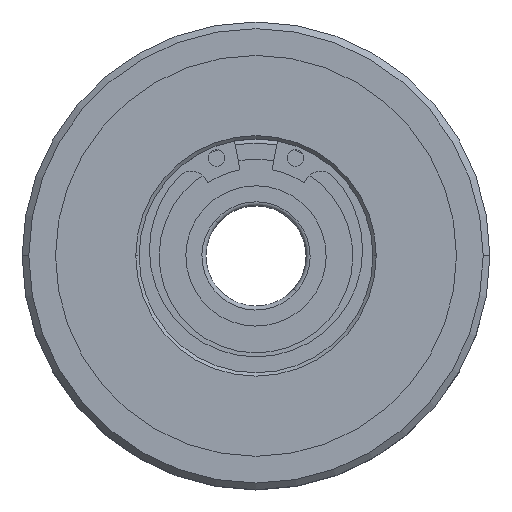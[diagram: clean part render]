
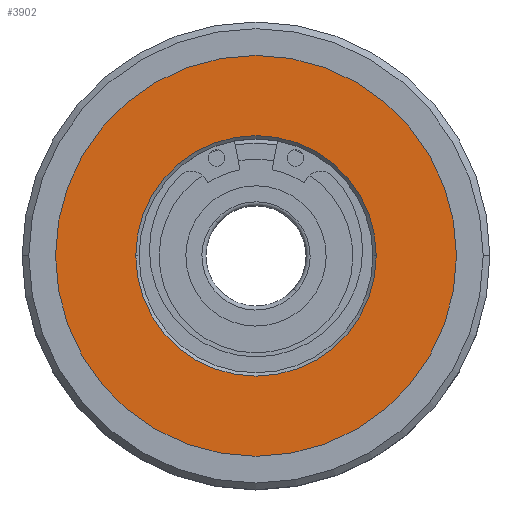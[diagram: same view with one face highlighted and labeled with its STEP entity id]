
A CAD part, top view. The second image highlights one B-rep face of the part: STEP entity #3902.
In plain terms, the highlighted planar face has unit normal (0, 0, 1).
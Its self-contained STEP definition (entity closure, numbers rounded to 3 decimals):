
#66 = DIRECTION ( 'NONE',  ( 0., 0., -1. ) ) ;
#85 = CARTESIAN_POINT ( 'NONE',  ( 0., 0., 25. ) ) ;
#112 = EDGE_CURVE ( 'NONE', #306, #2959, #1590, .T. ) ;
#175 = EDGE_CURVE ( 'NONE', #1918, #4011, #2283, .T. ) ;
#193 = DIRECTION ( 'NONE',  ( 0., 0., -1. ) ) ;
#306 = VERTEX_POINT ( 'NONE', #2602 ) ;
#361 = CARTESIAN_POINT ( 'NONE',  ( 0., 0., 25. ) ) ;
#414 = CARTESIAN_POINT ( 'NONE',  ( -18., 0., 25. ) ) ;
#806 = CIRCLE ( 'NONE', #3252, 18. ) ;
#808 = CARTESIAN_POINT ( 'NONE',  ( 0., 0., 25. ) ) ;
#987 = AXIS2_PLACEMENT_3D ( 'NONE', #361, #66, #3661 ) ;
#996 = CARTESIAN_POINT ( 'NONE',  ( -30., 0., 25. ) ) ;
#1134 = CIRCLE ( 'NONE', #1681, 30. ) ;
#1373 = DIRECTION ( 'NONE',  ( -1., 0., 0. ) ) ;
#1447 = FACE_BOUND ( 'NONE', #1570, .T. ) ;
#1454 = EDGE_CURVE ( 'NONE', #2959, #306, #1134, .T. ) ;
#1486 = AXIS2_PLACEMENT_3D ( 'NONE', #2693, #2035, #2101 ) ;
#1570 = EDGE_LOOP ( 'NONE', ( #1881, #1880 ) ) ;
#1583 = CARTESIAN_POINT ( 'NONE',  ( 18., 0., 25. ) ) ;
#1590 = CIRCLE ( 'NONE', #987, 30. ) ;
#1592 = EDGE_LOOP ( 'NONE', ( #2298, #4123 ) ) ;
#1639 = EDGE_CURVE ( 'NONE', #4011, #1918, #806, .T. ) ;
#1681 = AXIS2_PLACEMENT_3D ( 'NONE', #3795, #3486, #2502 ) ;
#1880 = ORIENTED_EDGE ( 'NONE', *, *, #175, .T. ) ;
#1881 = ORIENTED_EDGE ( 'NONE', *, *, #1639, .T. ) ;
#1918 = VERTEX_POINT ( 'NONE', #414 ) ;
#2035 = DIRECTION ( 'NONE',  ( 0., 0., -1. ) ) ;
#2101 = DIRECTION ( 'NONE',  ( -1., 0., 0. ) ) ;
#2283 = CIRCLE ( 'NONE', #4112, 18. ) ;
#2298 = ORIENTED_EDGE ( 'NONE', *, *, #1454, .F. ) ;
#2359 = PLANE ( 'NONE',  #1486 ) ;
#2502 = DIRECTION ( 'NONE',  ( -1., 0., 0. ) ) ;
#2602 = CARTESIAN_POINT ( 'NONE',  ( 30., 0., 25. ) ) ;
#2693 = CARTESIAN_POINT ( 'NONE',  ( 0., 30., 25. ) ) ;
#2959 = VERTEX_POINT ( 'NONE', #996 ) ;
#3096 = FACE_OUTER_BOUND ( 'NONE', #1592, .T. ) ;
#3252 = AXIS2_PLACEMENT_3D ( 'NONE', #85, #193, #1373 ) ;
#3374 = DIRECTION ( 'NONE',  ( -1., 0., 0. ) ) ;
#3486 = DIRECTION ( 'NONE',  ( 0., 0., -1. ) ) ;
#3661 = DIRECTION ( 'NONE',  ( -1., 0., 0. ) ) ;
#3795 = CARTESIAN_POINT ( 'NONE',  ( 0., 0., 25. ) ) ;
#3902 = ADVANCED_FACE ( 'NONE', ( #1447, #3096 ), #2359, .F. ) ;
#4011 = VERTEX_POINT ( 'NONE', #1583 ) ;
#4042 = DIRECTION ( 'NONE',  ( 0., 0., -1. ) ) ;
#4112 = AXIS2_PLACEMENT_3D ( 'NONE', #808, #4042, #3374 ) ;
#4123 = ORIENTED_EDGE ( 'NONE', *, *, #112, .F. ) ;
